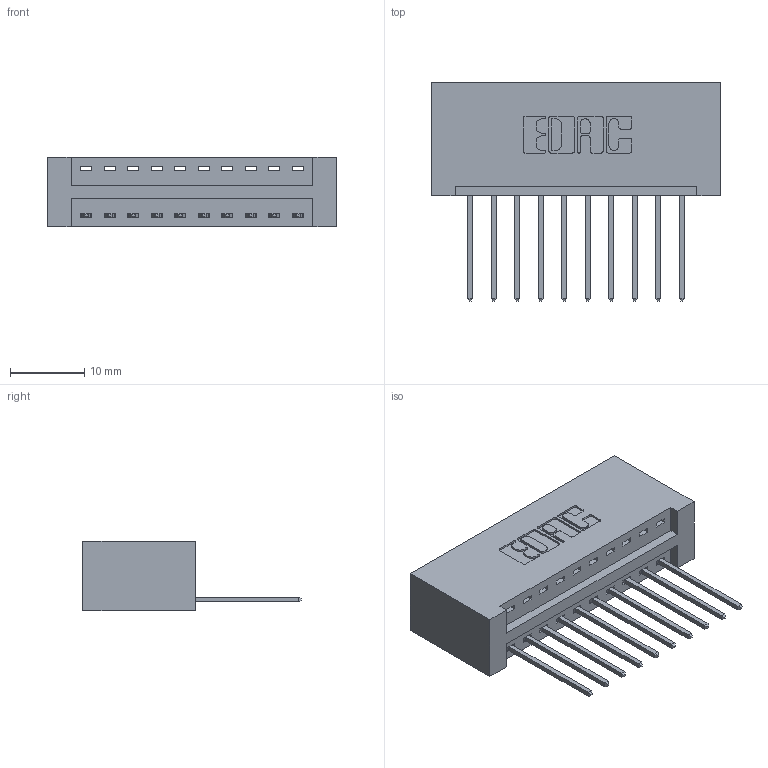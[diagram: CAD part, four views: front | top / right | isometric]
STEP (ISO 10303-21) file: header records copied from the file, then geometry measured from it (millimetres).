
FILE_DESCRIPTION (( 'STEP AP203' ), '1' );
FILE_NAME ('396-010-540-101.STEP', '2018-08-31T02:57:11', ( '' ), ( '' ), 'SwSTEP 2.0', 'SolidWorks 2016', '' );
FILE_SCHEMA (( 'CONFIG_CONTROL_DESIGN' ));
Length unit declared in the file: inch
Products named in the file (3): 346 Part_No Mounting Lugs; 345-292-001_345-293-140; 396-010-540-101
Assembly tree (11 placements, depth 2):
  396-010-540-101
    346 Part_No Mounting Lugs
    345-292-001_345-293-140  x10
Bounding box: 38.99 x 29.46 x 9.4 mm (x, y, z)
Volume: 4074.6 mm3; surface area: 4921.4 mm2
Topology: 11 solids, 11 shells, 694 faces, 2065 edges, 1362 vertices
Faces by surface type: plane 472, cylinder 222
Entity records: 10255 total; most frequent: CARTESIAN_POINT 1774, ORIENTED_EDGE 1718, DIRECTION 1599, EDGE_CURVE 859, LINE 695, VECTOR 695, VERTEX_POINT 570, AXIS2_PLACEMENT_3D 452
